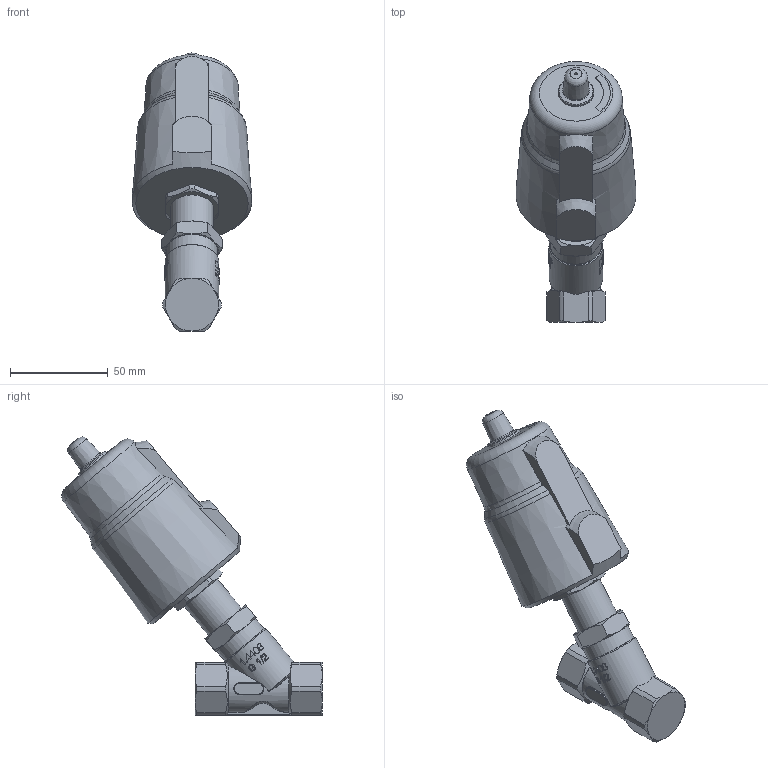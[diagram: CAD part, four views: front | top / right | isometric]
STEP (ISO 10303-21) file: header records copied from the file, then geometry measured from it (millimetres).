
FILE_DESCRIPTION(/* description */ ('3D-Modell'),/* implementation_level */ '2;1');
FILE_NAME(/* name */ '063.001210_A6323-0804-7505.stp',/* time_stamp */ '2018-04-23T09:56:03+02:00',/* author */ ('EFast'),/* organization */ (''),/* preprocessor_version */ 'ST-DEVELOPER v16.1',/* originating_system */ 'Autodesk Inventor 2016',/* authorisation */ '');
FILE_SCHEMA (('AUTOMOTIVE_DESIGN { 1 0 10303 214 3 1 1 }'));
Length unit declared in the file: millimetre
Products named in the file (1): 88-001296
Bounding box: 61.29 x 133.22 x 142.24 mm (x, y, z)
Volume: 265694.9 mm3; surface area: 30848.2 mm2
Topology: 1 solids, 1 shells, 367 faces, 973 edges, 631 vertices
Faces by surface type: plane 140, bspline 91, cylinder 71, cone 47, torus 16, sphere 2
Full cylindrical faces by diameter (mm): 1.5 x1, 18.2 x1, 22 x1, 26 x1
Entity records: 34608 total; most frequent: CARTESIAN_POINT 26641, ORIENTED_EDGE 1898, DIRECTION 1288, EDGE_CURVE 949, VERTEX_POINT 622, AXIS2_PLACEMENT_3D 490, EDGE_LOOP 407, FACE_OUTER_BOUND 367
